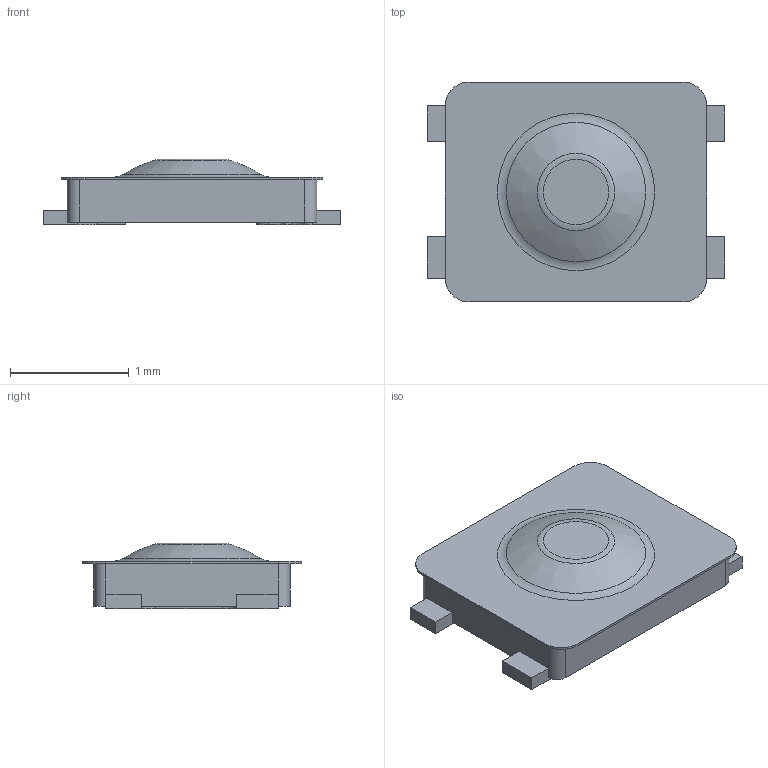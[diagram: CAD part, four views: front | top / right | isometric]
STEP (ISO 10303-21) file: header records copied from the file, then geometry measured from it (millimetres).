
FILE_DESCRIPTION(/* description */ (''),/* implementation_level */ '2;1');
FILE_NAME(/* name */ 'NanoT160AS.step',/* time_stamp */ '2024-07-03T10:24:17+02:00',/* author */ (''),/* organization */ (''),/* preprocessor_version */ 'ST-DEVELOPER v20',/* originating_system */ 'Autodesk Translation Framework v13.14.0.145',/* authorisation */ '');
FILE_SCHEMA (('AUTOMOTIVE_DESIGN { 1 0 10303 214 3 1 1 }'));
Length unit declared in the file: millimetre
Products named in the file (1): NanoT160AS
Bounding box: 2.5 x 1.85 x 0.55 mm (x, y, z)
Volume: 1.5 mm3; surface area: 22 mm2
Topology: 4 solids, 4 shells, 124 faces, 324 edges, 214 vertices
Faces by surface type: plane 80, cylinder 37, bspline 5, torus 2
Full cylindrical faces by diameter (mm): 0.11 x2, 0.12 x1, 0.13 x2
Entity records: 4278 total; most frequent: CARTESIAN_POINT 1131, ORIENTED_EDGE 648, DIRECTION 637, EDGE_CURVE 324, LINE 235, VECTOR 235, VERTEX_POINT 214, AXIS2_PLACEMENT_3D 201
